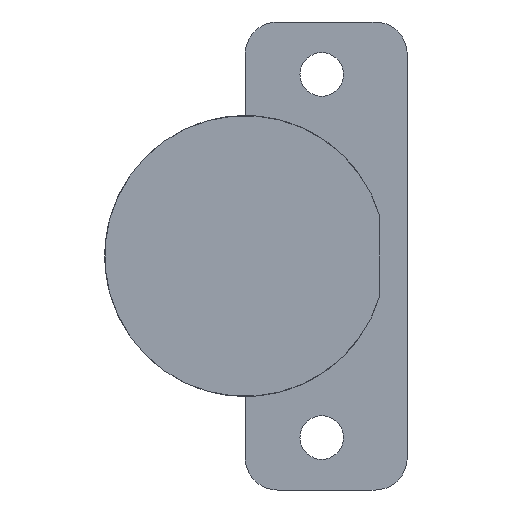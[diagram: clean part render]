
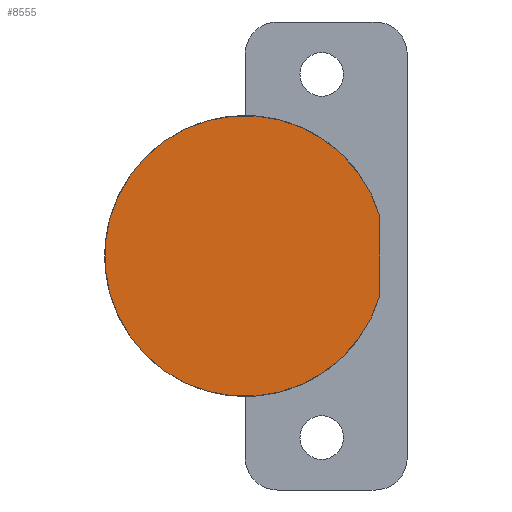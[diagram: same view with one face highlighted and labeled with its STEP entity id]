
A CAD part, front view. The second image highlights one B-rep face of the part: STEP entity #8555.
In plain terms, the highlighted planar face has unit normal (0, -1, 0).
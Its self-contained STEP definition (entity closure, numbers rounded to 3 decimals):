
#4202=DIRECTION('',(0.,0.,1.));
#4203=VECTOR('',#4202,9.771);
#4204=CARTESIAN_POINT('',(21.082,-11.2,-4.886));
#4205=LINE('',#4204,#4203);
#4216=CARTESIAN_POINT('',(4.382,-11.2,0.));
#4217=DIRECTION('',(0.,1.,0.));
#4218=DIRECTION('',(0.96,0.,-0.281));
#4219=AXIS2_PLACEMENT_3D('',#4216,#4217,#4218);
#5550=CARTESIAN_POINT('',(21.082,-11.2,-4.886));
#5551=CARTESIAN_POINT('',(21.082,-11.2,4.886));
#5552=VERTEX_POINT('',#5550);
#5553=VERTEX_POINT('',#5551);
#8546=CARTESIAN_POINT('',(4.382,-11.2,0.));
#8547=DIRECTION('',(0.,1.,0.));
#8548=DIRECTION('',(1.,0.,0.));
#8549=AXIS2_PLACEMENT_3D('',#8546,#8547,#8548);
#8550=PLANE('',#8549);
#8551=ORIENTED_EDGE('',*,*,#8538,.F.);
#8552=ORIENTED_EDGE('',*,*,#8479,.T.);
#8553=EDGE_LOOP('',(#8551,#8552));
#8554=FACE_OUTER_BOUND('',#8553,.F.);
#4220=CIRCLE('',#4219,17.4);
#8479=EDGE_CURVE('',#5552,#5553,#4220,.T.);
#8538=EDGE_CURVE('',#5552,#5553,#4205,.T.);
#8555=ADVANCED_FACE('',(#8554),#8550,.F.);
